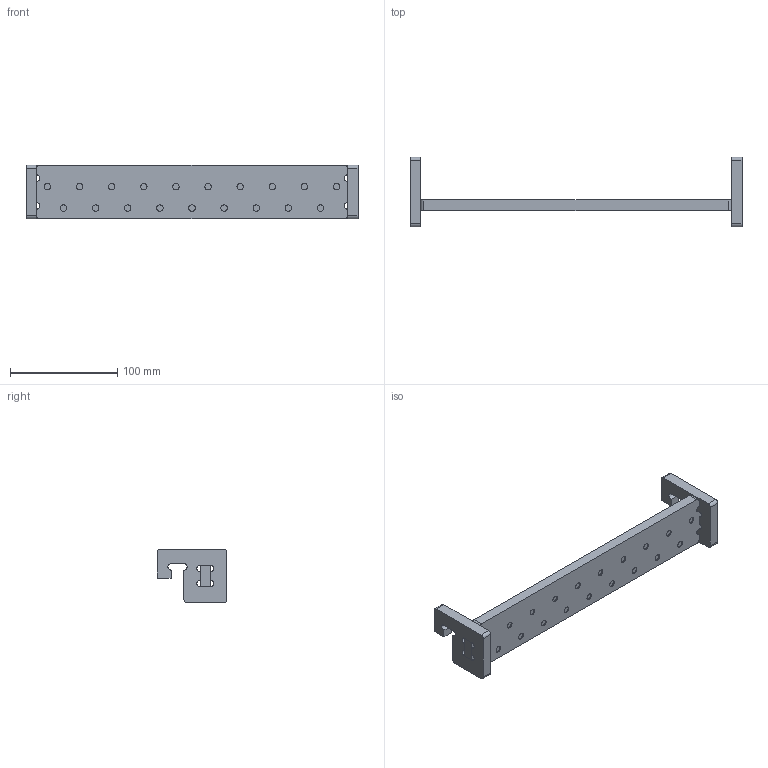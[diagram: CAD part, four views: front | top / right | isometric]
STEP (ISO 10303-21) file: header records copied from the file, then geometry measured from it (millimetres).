
FILE_DESCRIPTION(('STEP AP242'), '1');
FILE_NAME('Ãàå÷íûéÊëþ÷Ñáîðêà', '', ('UNSPECIFIED'), ('UNSPECIFIED'), 'C3D Converter', 'C3D Toolkit', '');
FILE_SCHEMA(('AP242_MANAGED_MODEL_BASED_3D_ENGINEERING_MIM_LF { 1 0 10303 442 1 1 4 }'));
Length unit declared in the file: millimetre
Assembly tree (3 placements, depth 2):
  (unnamed)
    (unnamed)
    (unnamed)  x2
Bounding box: 310 x 65 x 50 mm (x, y, z)
Volume: 192229.1 mm3; surface area: 52844.8 mm2
Topology: 3 solids, 3 shells, 108 faces, 249 edges, 166 vertices
Faces by surface type: plane 61, cylinder 47
Full cylindrical faces by diameter (mm): 6 x19
Entity records: 2413 total; most frequent: DIRECTION 414, CARTESIAN_POINT 374, ORIENTED_EDGE 328, EDGE_CURVE 164, AXIS2_PLACEMENT_3D 162, EDGE_LOOP 124, VERTEX_POINT 122, LINE 90
